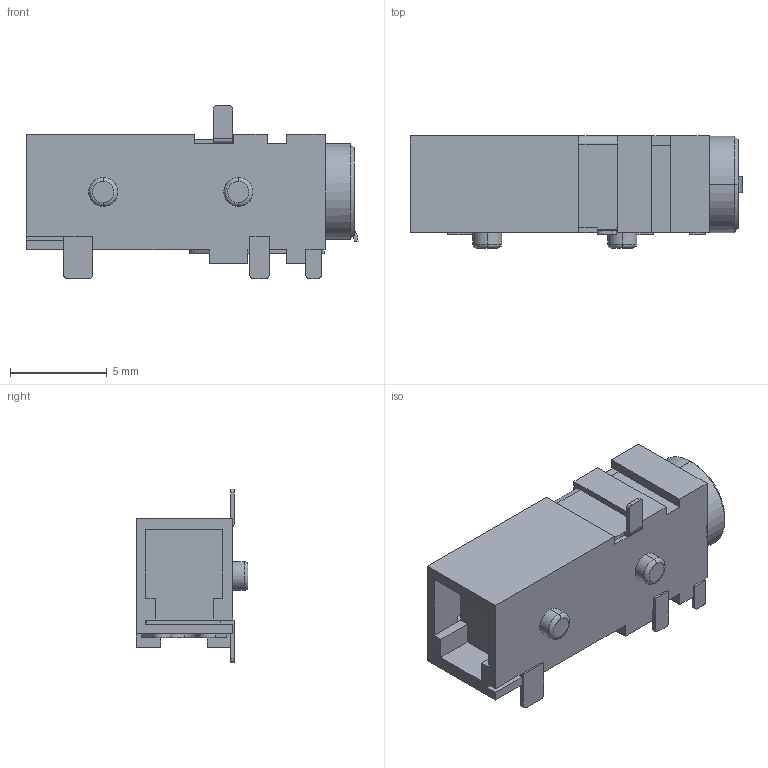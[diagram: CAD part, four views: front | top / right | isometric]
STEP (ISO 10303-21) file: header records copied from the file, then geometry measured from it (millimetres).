
FILE_DESCRIPTION (( 'STEP AP214' ), '1' );
FILE_NAME ('SJ-43514-SMT-TR.STEP', '2022-12-19T16:18:04', ( '' ), ( '' ), 'SwSTEP 2.0', 'SolidWorks 2022', '' );
FILE_SCHEMA (( 'AUTOMOTIVE_DESIGN' ));
Length unit declared in the file: millimetre
Products named in the file (1): SJ-43514-SMT-TR
Bounding box: 17.2 x 5.8 x 9 mm (x, y, z)
Volume: 446.8 mm3; surface area: 575.9 mm2
Topology: 1 solids, 1 shells, 182 faces, 510 edges, 333 vertices
Faces by surface type: plane 145, cylinder 30, bspline 4, cone 3
Entity records: 7770 total; most frequent: CARTESIAN_POINT 1110, ORIENTED_EDGE 1020, DIRECTION 931, EDGE_CURVE 510, VECTOR 431, LINE 431, VERTEX_POINT 333, AXIS2_PLACEMENT_3D 250
